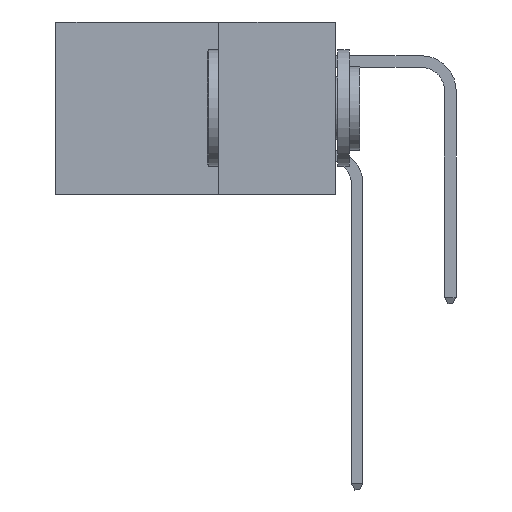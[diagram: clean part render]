
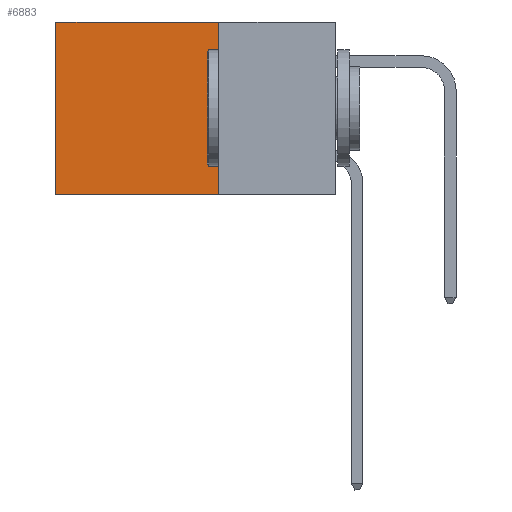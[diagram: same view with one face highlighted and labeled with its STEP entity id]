
A CAD part, left-side view. The second image highlights one B-rep face of the part: STEP entity #6883.
In plain terms, the highlighted planar face has unit normal (-1, 0, 0).
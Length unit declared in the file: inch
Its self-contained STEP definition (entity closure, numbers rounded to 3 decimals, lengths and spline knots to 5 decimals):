
#706 = EDGE_LOOP ( 'NONE', ( #38750, #27396, #26273, #12225 ) ) ;
#1692 = VECTOR ( 'NONE', #21985, 39.37008 ) ;
#3204 = VERTEX_POINT ( 'NONE', #36308 ) ;
#3897 = CARTESIAN_POINT ( 'NONE',  ( 0.2875, 0.25, 0. ) ) ;
#5683 = CARTESIAN_POINT ( 'NONE',  ( 0.2875, 0.25, -0.37 ) ) ;
#5779 = EDGE_CURVE ( 'NONE', #36572, #3204, #12991, .T. ) ;
#6309 = CARTESIAN_POINT ( 'NONE',  ( 0.2875, 0.25, 0. ) ) ;
#6864 = AXIS2_PLACEMENT_3D ( 'NONE', #29016, #16465, #7654 ) ;
#6883 = ADVANCED_FACE ( 'NONE', ( #19088 ), #22926, .F. ) ;
#7654 = DIRECTION ( 'NONE',  ( 0., 0., -1. ) ) ;
#8841 = LINE ( 'NONE', #3897, #1692 ) ;
#11734 = VERTEX_POINT ( 'NONE', #13117 ) ;
#12225 = ORIENTED_EDGE ( 'NONE', *, *, #32941, .T. ) ;
#12786 = LINE ( 'NONE', #5683, #35957 ) ;
#12991 = LINE ( 'NONE', #20898, #32378 ) ;
#13117 = CARTESIAN_POINT ( 'NONE',  ( 0.2875, 0.6, 0. ) ) ;
#13515 = VECTOR ( 'NONE', #26370, 39.37008 ) ;
#13744 = EDGE_CURVE ( 'NONE', #3204, #33250, #12786, .T. ) ;
#14426 = DIRECTION ( 'NONE',  ( 0., 0., -1. ) ) ;
#16465 = DIRECTION ( 'NONE',  ( 1., 0., 0. ) ) ;
#19088 = FACE_OUTER_BOUND ( 'NONE', #706, .T. ) ;
#20898 = CARTESIAN_POINT ( 'NONE',  ( 0.2875, 0.25, 0. ) ) ;
#21985 = DIRECTION ( 'NONE',  ( 0., 1., 0. ) ) ;
#22852 = EDGE_CURVE ( 'NONE', #11734, #33250, #30998, .T. ) ;
#22926 = PLANE ( 'NONE',  #6864 ) ;
#26273 = ORIENTED_EDGE ( 'NONE', *, *, #5779, .F. ) ;
#26370 = DIRECTION ( 'NONE',  ( 0., 0., -1. ) ) ;
#27396 = ORIENTED_EDGE ( 'NONE', *, *, #13744, .F. ) ;
#27890 = DIRECTION ( 'NONE',  ( 0., 1., 0. ) ) ;
#28722 = CARTESIAN_POINT ( 'NONE',  ( 0.2875, 0.6, 0. ) ) ;
#29016 = CARTESIAN_POINT ( 'NONE',  ( 0.2875, 0.25, 0. ) ) ;
#30998 = LINE ( 'NONE', #28722, #13515 ) ;
#32378 = VECTOR ( 'NONE', #14426, 39.37008 ) ;
#32941 = EDGE_CURVE ( 'NONE', #36572, #11734, #8841, .T. ) ;
#33250 = VERTEX_POINT ( 'NONE', #37575 ) ;
#35957 = VECTOR ( 'NONE', #27890, 39.37008 ) ;
#36308 = CARTESIAN_POINT ( 'NONE',  ( 0.2875, 0.25, -0.37 ) ) ;
#36572 = VERTEX_POINT ( 'NONE', #6309 ) ;
#37575 = CARTESIAN_POINT ( 'NONE',  ( 0.2875, 0.6, -0.37 ) ) ;
#38750 = ORIENTED_EDGE ( 'NONE', *, *, #22852, .T. ) ;
